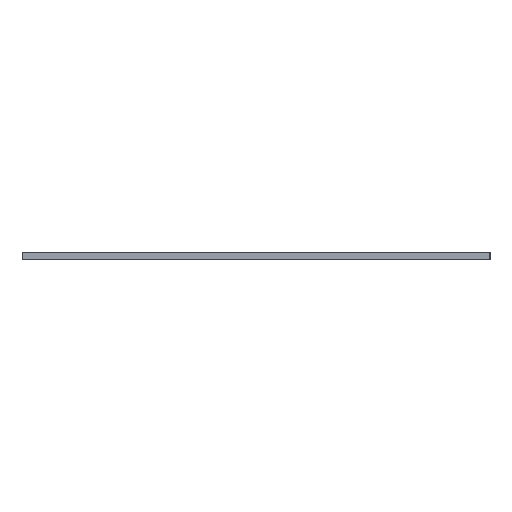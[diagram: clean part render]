
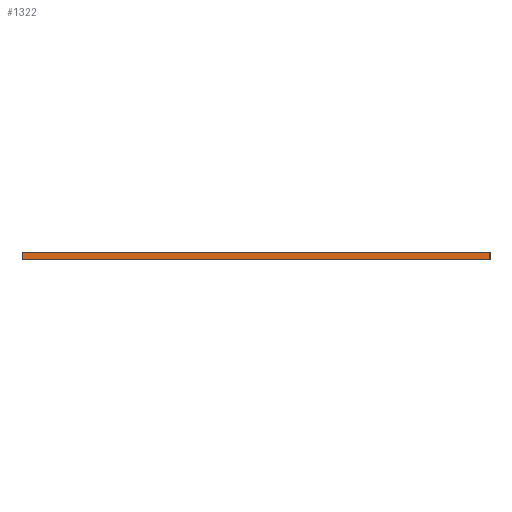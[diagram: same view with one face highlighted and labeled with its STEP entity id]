
A CAD part, left-side view. The second image highlights one B-rep face of the part: STEP entity #1322.
In plain terms, the highlighted planar face has unit normal (-1, 0, 0).
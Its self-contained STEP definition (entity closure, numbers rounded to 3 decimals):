
#111=CARTESIAN_POINT('Vertex',(76.5,0.,247.5)) ;
#127=CARTESIAN_POINT('Vertex',(76.5,123.,247.5)) ;
#130=CARTESIAN_POINT('Line Origine',(76.5,61.5,247.5)) ;
#675=CARTESIAN_POINT('Line Origine',(76.5,61.5,245.5)) ;
#679=CARTESIAN_POINT('Vertex',(76.5,123.,245.5)) ;
#681=CARTESIAN_POINT('Vertex',(76.5,0.,245.5)) ;
#1260=CARTESIAN_POINT('Line Origine',(76.5,0.,246.5)) ;
#1299=CARTESIAN_POINT('Line Origine',(76.5,123.,246.5)) ;
#1311=CARTESIAN_POINT('Axis2P3D Location',(76.5,123.,245.5)) ;
#132=VECTOR('Line Direction',#131,1.) ;
#677=VECTOR('Line Direction',#676,1.) ;
#1262=VECTOR('Line Direction',#1261,1.) ;
#1301=VECTOR('Line Direction',#1300,1.) ;
#131=DIRECTION('Vector Direction',(0.,-1.,0.)) ;
#676=DIRECTION('Vector Direction',(0.,-1.,0.)) ;
#1261=DIRECTION('Vector Direction',(0.,0.,1.)) ;
#1300=DIRECTION('Vector Direction',(0.,0.,1.)) ;
#1312=DIRECTION('Axis2P3D Direction',(-1.,0.,0.)) ;
#1313=DIRECTION('Axis2P3D XDirection',(0.,-1.,0.)) ;
#1314=AXIS2_PLACEMENT_3D('Plane Axis2P3D',#1311,#1312,#1313) ;
#133=LINE('Line',#130,#132) ;
#678=LINE('Line',#675,#677) ;
#1263=LINE('Line',#1260,#1262) ;
#1302=LINE('Line',#1299,#1301) ;
#1315=PLANE('',#1314) ;
#134=EDGE_CURVE('',#128,#112,#133,.T.) ;
#683=EDGE_CURVE('',#680,#682,#678,.T.) ;
#1264=EDGE_CURVE('',#682,#112,#1263,.T.) ;
#1303=EDGE_CURVE('',#680,#128,#1302,.T.) ;
#1317=ORIENTED_EDGE('',*,*,#1303,.F.) ;
#1318=ORIENTED_EDGE('',*,*,#683,.T.) ;
#1319=ORIENTED_EDGE('',*,*,#1264,.T.) ;
#1320=ORIENTED_EDGE('',*,*,#134,.F.) ;
#1316=EDGE_LOOP('',(#1317,#1318,#1319,#1320)) ;
#112=VERTEX_POINT('',#111) ;
#128=VERTEX_POINT('',#127) ;
#680=VERTEX_POINT('',#679) ;
#682=VERTEX_POINT('',#681) ;
#1322=ADVANCED_FACE('Corps principal',(#1321),#1315,.T.) ;
#1321=FACE_OUTER_BOUND('',#1316,.T.) ;
